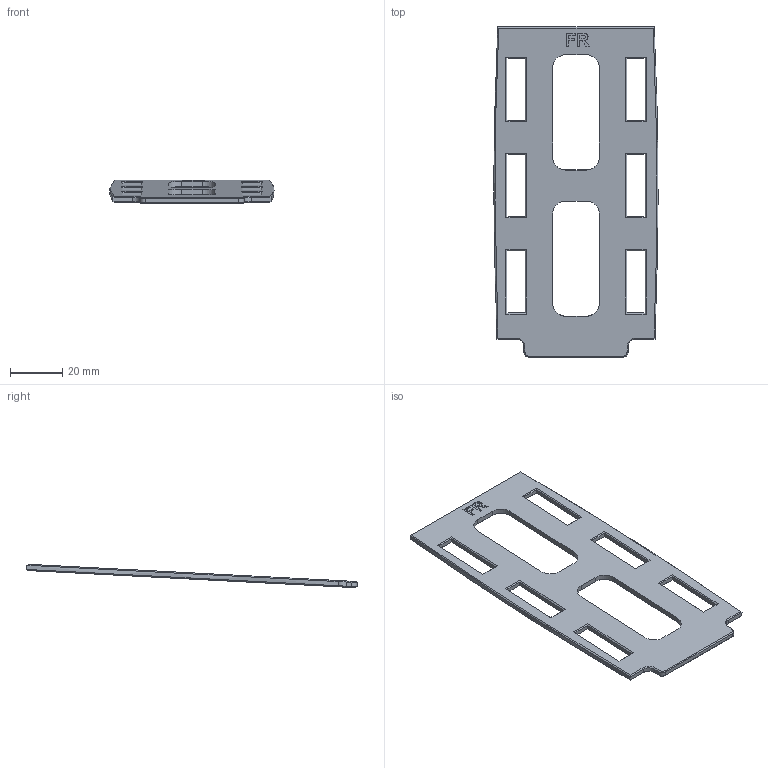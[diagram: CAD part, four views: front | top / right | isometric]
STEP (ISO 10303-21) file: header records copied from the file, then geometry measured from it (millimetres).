
FILE_DESCRIPTION(/* description */ (''),/* implementation_level */ '2;1');
FILE_NAME(/* name */ 'Battery plate.step',/* time_stamp */ '2024-06-06T08:51:51+02:00',/* author */ (''),/* organization */ (''),/* preprocessor_version */ 'ST-DEVELOPER v20',/* originating_system */ 'Autodesk Translation Framework v13.14.0.145',/* authorisation */ '');
FILE_SCHEMA (('AUTOMOTIVE_DESIGN { 1 0 10303 214 3 1 1 }'));
Length unit declared in the file: millimetre
Products named in the file (1): Battery plate
Bounding box: 63.02 x 126.91 x 9 mm (x, y, z)
Volume: 12320.6 mm3; surface area: 12308.6 mm2
Topology: 1 solids, 1 shells, 182 faces, 443 edges, 266 vertices
Faces by surface type: plane 132, bspline 22, cone 16, cylinder 12
Entity records: 5907 total; most frequent: CARTESIAN_POINT 1746, ORIENTED_EDGE 886, DIRECTION 757, EDGE_CURVE 443, LINE 355, VECTOR 355, VERTEX_POINT 266, EDGE_LOOP 201
